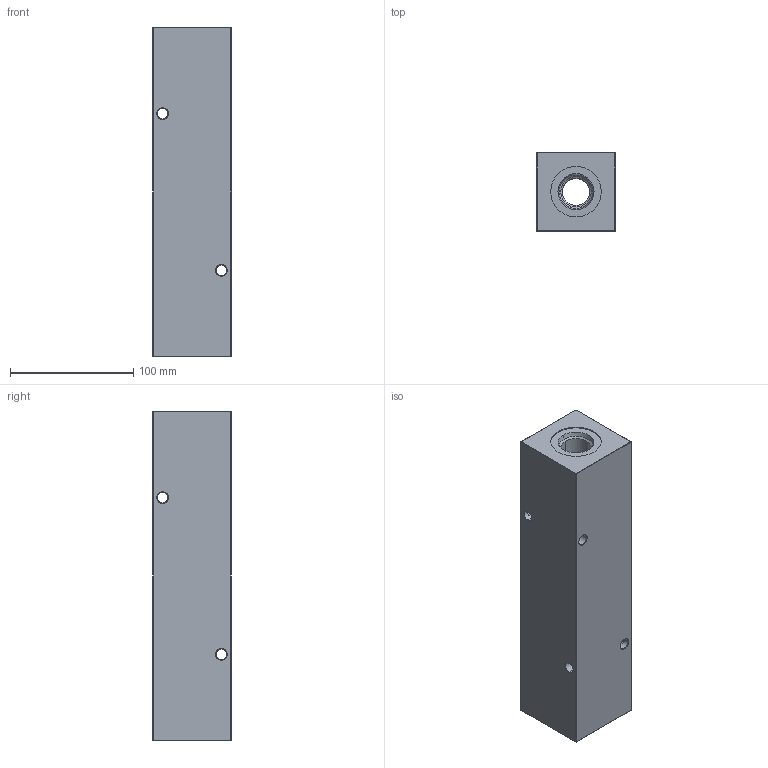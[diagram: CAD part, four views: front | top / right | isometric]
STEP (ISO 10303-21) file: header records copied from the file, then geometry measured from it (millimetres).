
FILE_DESCRIPTION (( 'STEP AP203' ), '1' );
FILE_NAME ('HM-4-90-S-12-8.STEP', '2020-11-09T22:53:28', ( '' ), ( '' ), 'SwSTEP 2.0', 'SolidWorks 2019', '' );
FILE_SCHEMA (( 'CONFIG_CONTROL_DESIGN' ));
Length unit declared in the file: inch
Products named in the file (1): HM-4-90-S-12-8
Bounding box: 63.5 x 63.5 x 266.7 mm (x, y, z)
Volume: 905859.5 mm3; surface area: 105619.7 mm2
Topology: 1 solids, 1 shells, 602 faces, 1535 edges, 980 vertices
Faces by surface type: plane 252, bspline 200, cone 76, cylinder 74
Entity records: 28340 total; most frequent: CARTESIAN_POINT 15026, ORIENTED_EDGE 3070, DIRECTION 2079, EDGE_CURVE 1535, VERTEX_POINT 980, LINE 909, VECTOR 909, EDGE_LOOP 677
